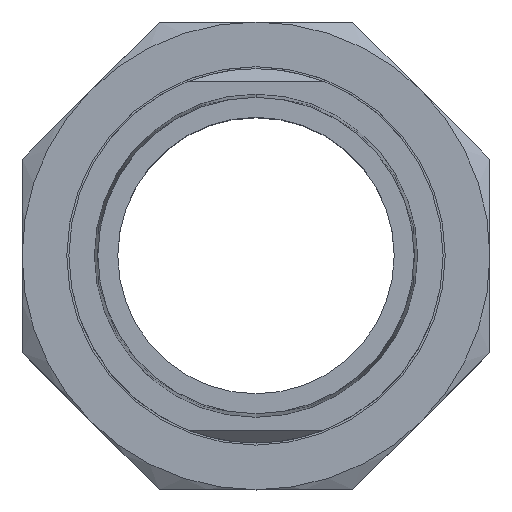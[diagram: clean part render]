
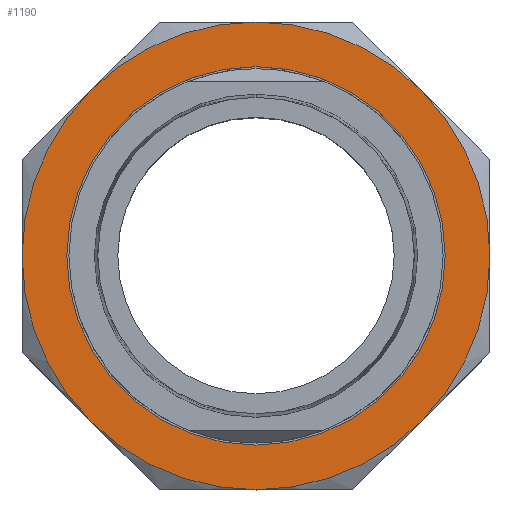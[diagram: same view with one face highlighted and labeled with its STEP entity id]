
A CAD part, top view. The second image highlights one B-rep face of the part: STEP entity #1190.
In plain terms, the highlighted planar face has unit normal (0, 0, 1).
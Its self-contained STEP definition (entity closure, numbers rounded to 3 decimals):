
#418 = CARTESIAN_POINT ( 'NONE',  ( 55., 0., 15.5 ) ) ;
#419 = DIRECTION ( 'NONE',  ( 1., 0., 0. ) ) ;
#420 = DIRECTION ( 'NONE',  ( 0., 0., 1. ) ) ;
#421 = CARTESIAN_POINT ( 'NONE',  ( 0., 0., 15.5 ) ) ;
#422 = AXIS2_PLACEMENT_3D ( 'NONE', #421, #420, #419 ) ;
#423 = CARTESIAN_POINT ( 'NONE',  ( 38.891, -38.891, 15.5 ) ) ;
#432 = CIRCLE ( 'NONE', #422, 55. ) ;
#435 = DIRECTION ( 'NONE',  ( 1., 0., 0. ) ) ;
#436 = DIRECTION ( 'NONE',  ( 0., 0., 1. ) ) ;
#437 = CARTESIAN_POINT ( 'NONE',  ( 0., 0., 15.5 ) ) ;
#438 = AXIS2_PLACEMENT_3D ( 'NONE', #437, #436, #435 ) ;
#447 = CIRCLE ( 'NONE', #438, 55. ) ;
#456 = CIRCLE ( 'NONE', #468, 55. ) ;
#468 = AXIS2_PLACEMENT_3D ( 'NONE', #477, #476, #475 ) ;
#475 = DIRECTION ( 'NONE',  ( 1., 0., 0. ) ) ;
#476 = DIRECTION ( 'NONE',  ( 0., 0., 1. ) ) ;
#477 = CARTESIAN_POINT ( 'NONE',  ( 0., 0., 15.5 ) ) ;
#534 = CARTESIAN_POINT ( 'NONE',  ( -55., 0., 15.5 ) ) ;
#572 = DIRECTION ( 'NONE',  ( 1., 0., 0. ) ) ;
#573 = DIRECTION ( 'NONE',  ( 0., 0., 1. ) ) ;
#574 = CARTESIAN_POINT ( 'NONE',  ( 0., 0., 15.5 ) ) ;
#575 = AXIS2_PLACEMENT_3D ( 'NONE', #574, #573, #572 ) ;
#576 = CIRCLE ( 'NONE', #575, 55. ) ;
#577 = CARTESIAN_POINT ( 'NONE',  ( -38.891, -38.891, 15.5 ) ) ;
#761 = ORIENTED_EDGE ( 'NONE', *, *, #1378, .T. ) ;
#967 = EDGE_CURVE ( 'NONE', #1168, #1295, #2041, .T. ) ;
#974 = EDGE_CURVE ( 'NONE', #975, #1168, #2049, .T. ) ;
#975 = VERTEX_POINT ( 'NONE', #1952 ) ;
#978 = EDGE_CURVE ( 'NONE', #1085, #979, #2031, .T. ) ;
#979 = VERTEX_POINT ( 'NONE', #2026 ) ;
#1003 = EDGE_CURVE ( 'NONE', #1004, #975, #2118, .T. ) ;
#1004 = VERTEX_POINT ( 'NONE', #2127 ) ;
#1085 = VERTEX_POINT ( 'NONE', #2169 ) ;
#1168 = VERTEX_POINT ( 'NONE', #2413 ) ;
#1174 = EDGE_CURVE ( 'NONE', #1253, #1384, #2464, .T. ) ;
#1189 = EDGE_CURVE ( 'NONE', #979, #1085, #2436, .T. ) ;
#1190 = ADVANCED_FACE ( 'NONE', ( #2522, #2521 ), #2520, .F. ) ;
#1191 = EDGE_LOOP ( 'NONE', ( #1192, #1193 ) ) ;
#1192 = ORIENTED_EDGE ( 'NONE', *, *, #1189, .F. ) ;
#1193 = ORIENTED_EDGE ( 'NONE', *, *, #978, .F. ) ;
#1194 = EDGE_LOOP ( 'NONE', ( #761, #1233, #1407, #1240, #1242, #1241, #1401, #1402 ) ) ;
#1233 = ORIENTED_EDGE ( 'NONE', *, *, #1003, .T. ) ;
#1240 = ORIENTED_EDGE ( 'NONE', *, *, #967, .T. ) ;
#1241 = ORIENTED_EDGE ( 'NONE', *, *, #1278, .T. ) ;
#1242 = ORIENTED_EDGE ( 'NONE', *, *, #1373, .T. ) ;
#1253 = VERTEX_POINT ( 'NONE', #2312 ) ;
#1278 = EDGE_CURVE ( 'NONE', #1279, #1253, #576, .T. ) ;
#1279 = VERTEX_POINT ( 'NONE', #577 ) ;
#1295 = VERTEX_POINT ( 'NONE', #534 ) ;
#1373 = EDGE_CURVE ( 'NONE', #1295, #1279, #456, .T. ) ;
#1378 = EDGE_CURVE ( 'NONE', #1386, #1004, #447, .T. ) ;
#1383 = EDGE_CURVE ( 'NONE', #1384, #1386, #432, .T. ) ;
#1384 = VERTEX_POINT ( 'NONE', #423 ) ;
#1386 = VERTEX_POINT ( 'NONE', #418 ) ;
#1401 = ORIENTED_EDGE ( 'NONE', *, *, #1174, .T. ) ;
#1402 = ORIENTED_EDGE ( 'NONE', *, *, #1383, .T. ) ;
#1407 = ORIENTED_EDGE ( 'NONE', *, *, #974, .T. ) ;
#1952 = CARTESIAN_POINT ( 'NONE',  ( 0., 55., 15.5 ) ) ;
#1953 = DIRECTION ( 'NONE',  ( 1., 0., 0. ) ) ;
#1954 = DIRECTION ( 'NONE',  ( 0., 0., 1. ) ) ;
#1955 = CARTESIAN_POINT ( 'NONE',  ( 0., 0., 15.5 ) ) ;
#1956 = AXIS2_PLACEMENT_3D ( 'NONE', #1955, #1954, #1953 ) ;
#2026 = CARTESIAN_POINT ( 'NONE',  ( 44.5, 0., 15.5 ) ) ;
#2027 = DIRECTION ( 'NONE',  ( 1., 0., 0. ) ) ;
#2028 = DIRECTION ( 'NONE',  ( 0., 0., 1. ) ) ;
#2029 = CARTESIAN_POINT ( 'NONE',  ( 0., 0., 15.5 ) ) ;
#2030 = AXIS2_PLACEMENT_3D ( 'NONE', #2029, #2028, #2027 ) ;
#2031 = CIRCLE ( 'NONE', #2030, 44.5 ) ;
#2037 = DIRECTION ( 'NONE',  ( 1., 0., 0. ) ) ;
#2038 = DIRECTION ( 'NONE',  ( 0., 0., 1. ) ) ;
#2039 = CARTESIAN_POINT ( 'NONE',  ( 0., 0., 15.5 ) ) ;
#2040 = AXIS2_PLACEMENT_3D ( 'NONE', #2039, #2038, #2037 ) ;
#2041 = CIRCLE ( 'NONE', #2040, 55. ) ;
#2049 = CIRCLE ( 'NONE', #1956, 55. ) ;
#2081 = AXIS2_PLACEMENT_3D ( 'NONE', #2152, #2151, #2150 ) ;
#2118 = CIRCLE ( 'NONE', #2081, 55. ) ;
#2127 = CARTESIAN_POINT ( 'NONE',  ( 38.891, 38.891, 15.5 ) ) ;
#2150 = DIRECTION ( 'NONE',  ( 1., 0., 0. ) ) ;
#2151 = DIRECTION ( 'NONE',  ( 0., 0., 1. ) ) ;
#2152 = CARTESIAN_POINT ( 'NONE',  ( 0., 0., 15.5 ) ) ;
#2169 = CARTESIAN_POINT ( 'NONE',  ( -44.5, 0., 15.5 ) ) ;
#2312 = CARTESIAN_POINT ( 'NONE',  ( 0., -55., 15.5 ) ) ;
#2407 = CARTESIAN_POINT ( 'NONE',  ( 0., 0., 15.5 ) ) ;
#2413 = CARTESIAN_POINT ( 'NONE',  ( -38.891, 38.891, 15.5 ) ) ;
#2436 = CIRCLE ( 'NONE', #2526, 44.5 ) ;
#2453 = DIRECTION ( 'NONE',  ( 1., 0., 0. ) ) ;
#2454 = DIRECTION ( 'NONE',  ( 0., 0., 1. ) ) ;
#2455 = AXIS2_PLACEMENT_3D ( 'NONE', #2407, #2454, #2453 ) ;
#2464 = CIRCLE ( 'NONE', #2455, 55. ) ;
#2515 = DIRECTION ( 'NONE',  ( -1., 0., 0. ) ) ;
#2516 = DIRECTION ( 'NONE',  ( 0., 0., -1. ) ) ;
#2517 = AXIS2_PLACEMENT_3D ( 'NONE', #2519, #2516, #2515 ) ;
#2519 = CARTESIAN_POINT ( 'NONE',  ( 0., 55., 15.5 ) ) ;
#2520 = PLANE ( 'NONE',  #2517 ) ;
#2521 = FACE_OUTER_BOUND ( 'NONE', #1194, .T. ) ;
#2522 = FACE_BOUND ( 'NONE', #1191, .T. ) ;
#2523 = DIRECTION ( 'NONE',  ( 1., 0., 0. ) ) ;
#2524 = DIRECTION ( 'NONE',  ( 0., 0., 1. ) ) ;
#2525 = CARTESIAN_POINT ( 'NONE',  ( 0., 0., 15.5 ) ) ;
#2526 = AXIS2_PLACEMENT_3D ( 'NONE', #2525, #2524, #2523 ) ;
